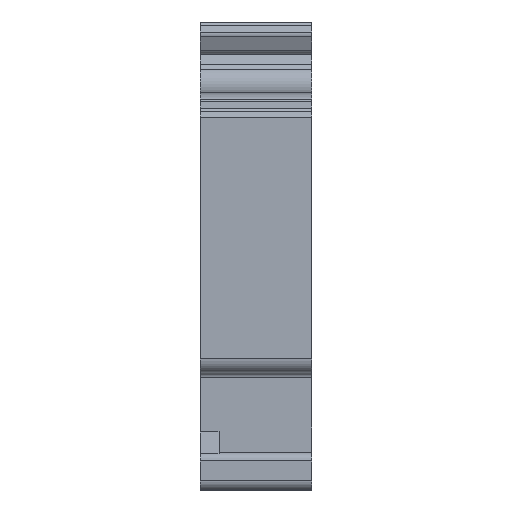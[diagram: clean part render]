
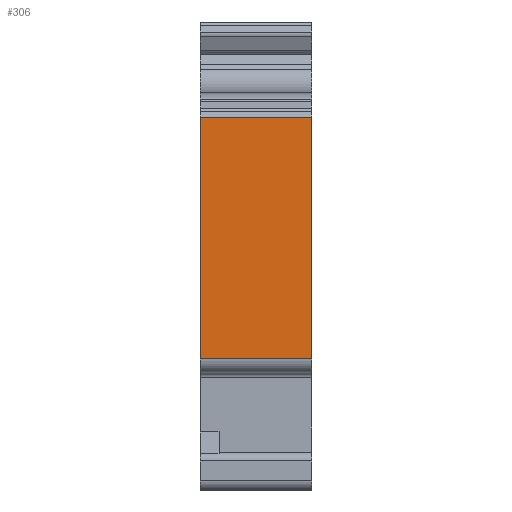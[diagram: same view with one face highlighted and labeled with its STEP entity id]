
A CAD part, left-side view. The second image highlights one B-rep face of the part: STEP entity #306.
In plain terms, the highlighted planar face has unit normal (-1, 0, 0).
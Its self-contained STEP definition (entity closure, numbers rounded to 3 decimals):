
#306 = ADVANCED_FACE( '', ( #772 ), #773, .F. );
#772 = FACE_OUTER_BOUND( '', #1405, .T. );
#773 = PLANE( '', #1406 );
#1405 = EDGE_LOOP( '', ( #2240, #2241, #2242, #2243 ) );
#1406 = AXIS2_PLACEMENT_3D( '', #2244, #2245, #2246 );
#2240 = ORIENTED_EDGE( '', *, *, #4064, .T. );
#2241 = ORIENTED_EDGE( '', *, *, #4065, .F. );
#2242 = ORIENTED_EDGE( '', *, *, #4066, .F. );
#2243 = ORIENTED_EDGE( '', *, *, #4067, .T. );
#2244 = CARTESIAN_POINT( '', ( -41., 11.9, -11. ) );
#2245 = DIRECTION( '', ( 1., 0., 0. ) );
#2246 = DIRECTION( '', ( 0., 0., -1. ) );
#4064 = EDGE_CURVE( '', #4986, #4987, #4988, .T. );
#4065 = EDGE_CURVE( '', #4989, #4987, #4990, .T. );
#4066 = EDGE_CURVE( '', #4991, #4989, #4992, .T. );
#4067 = EDGE_CURVE( '', #4991, #4986, #4993, .T. );
#4986 = VERTEX_POINT( '', #6247 );
#4987 = VERTEX_POINT( '', #6248 );
#4988 = LINE( '', #6249, #6250 );
#4989 = VERTEX_POINT( '', #6251 );
#4990 = LINE( '', #6252, #6253 );
#4991 = VERTEX_POINT( '', #6254 );
#4992 = LINE( '', #6255, #6256 );
#4993 = LINE( '', #6257, #6258 );
#6247 = CARTESIAN_POINT( '', ( -41., 0., -11. ) );
#6248 = CARTESIAN_POINT( '', ( -41., 0., 14.836 ) );
#6249 = CARTESIAN_POINT( '', ( -41., 0., -11. ) );
#6250 = VECTOR( '', #7579, 1000. );
#6251 = CARTESIAN_POINT( '', ( -41., 11.9, 14.836 ) );
#6252 = CARTESIAN_POINT( '', ( -41., 11.9, 14.836 ) );
#6253 = VECTOR( '', #7580, 1000. );
#6254 = CARTESIAN_POINT( '', ( -41., 11.9, -11. ) );
#6255 = CARTESIAN_POINT( '', ( -41., 11.9, -11. ) );
#6256 = VECTOR( '', #7581, 1000. );
#6257 = CARTESIAN_POINT( '', ( -41., 11.9, -11. ) );
#6258 = VECTOR( '', #7582, 1000. );
#7579 = DIRECTION( '', ( 0., 0., 1. ) );
#7580 = DIRECTION( '', ( 0., -1., 0. ) );
#7581 = DIRECTION( '', ( 0., 0., 1. ) );
#7582 = DIRECTION( '', ( 0., -1., 0. ) );
